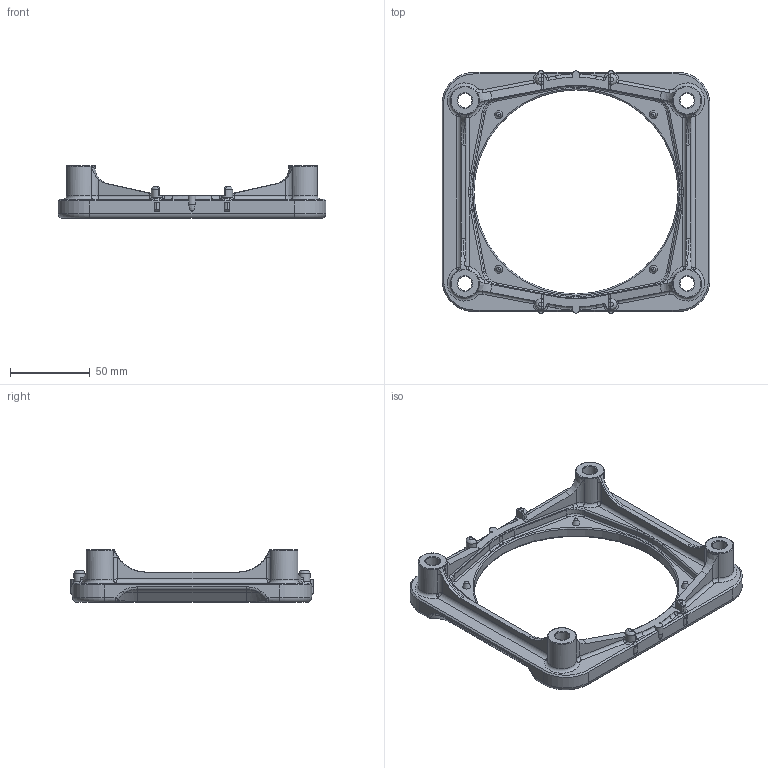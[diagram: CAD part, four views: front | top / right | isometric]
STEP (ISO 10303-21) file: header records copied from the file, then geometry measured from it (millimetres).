
FILE_DESCRIPTION(/* description */ (''),/* implementation_level */ '2;1');
FILE_NAME(/* name */ 'Tactile-Transducer-Mount_F3-01_008.step',/* time_stamp */ '2022-01-08T13:02:21-05:00',/* author */ (''),/* organization */ (''),/* preprocessor_version */ 'ST-DEVELOPER v18.1',/* originating_system */ 'Autodesk Translation Framework v10.10.0.1391',/* authorisation */ '');
FILE_SCHEMA (('AUTOMOTIVE_DESIGN { 1 0 10303 214 3 1 1 }'));
Length unit declared in the file: millimetre
Products named in the file (1): (Unsaved)
Bounding box: 168 x 152.2 x 33 mm (x, y, z)
Volume: 151911.3 mm3; surface area: 47013.1 mm2
Topology: 1 solids, 1 shells, 425 faces, 1041 edges, 622 vertices
Faces by surface type: cylinder 143, bspline 120, plane 88, torus 60, cone 10, sphere 4
Full cylindrical faces by diameter (mm): 9 x4, 128 x1
Entity records: 15463 total; most frequent: CARTESIAN_POINT 5964, ORIENTED_EDGE 2074, DIRECTION 1867, EDGE_CURVE 1037, AXIS2_PLACEMENT_3D 766, VERTEX_POINT 622, EDGE_LOOP 443, FACE_OUTER_BOUND 425
